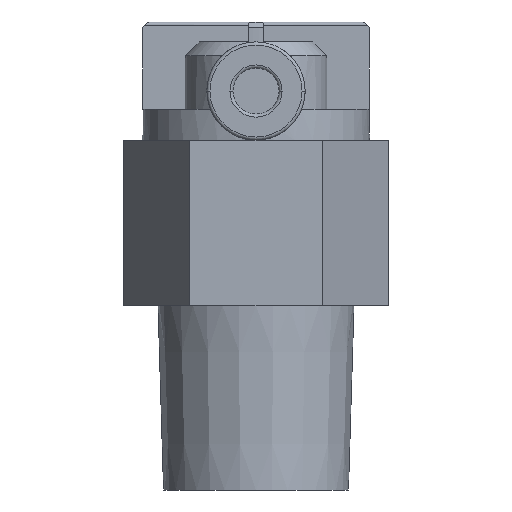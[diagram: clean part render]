
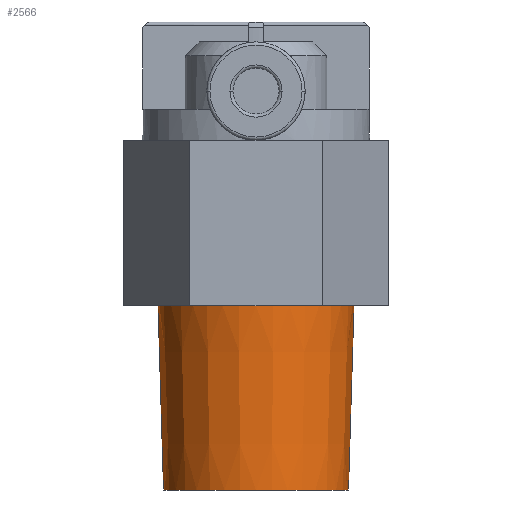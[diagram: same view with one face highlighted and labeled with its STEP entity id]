
A CAD part, front view. The second image highlights one B-rep face of the part: STEP entity #2566.
In plain terms, the highlighted conical face has half-angle 1.715 degrees and reference radius 8.11 mm.
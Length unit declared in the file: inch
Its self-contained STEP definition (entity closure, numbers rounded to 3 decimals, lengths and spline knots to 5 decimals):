
#130 = FACE_OUTER_BOUND ( 'NONE', #249, .T. ) ;
#145 = AXIS2_PLACEMENT_3D ( 'NONE', #728, #1800, #1778 ) ;
#249 = EDGE_LOOP ( 'NONE', ( #2623, #422, #2114, #1910 ) ) ;
#422 = ORIENTED_EDGE ( 'NONE', *, *, #710, .T. ) ;
#428 = CARTESIAN_POINT ( 'NONE',  ( -0.30133, 0., -0.6 ) ) ;
#521 = CARTESIAN_POINT ( 'NONE',  ( 0.30133, 0., -0.6 ) ) ;
#600 = CARTESIAN_POINT ( 'NONE',  ( 0.31929, 0., 0. ) ) ;
#610 = DIRECTION ( 'NONE',  ( -0.03, 0., 1. ) ) ;
#688 = EDGE_CURVE ( 'NONE', #2571, #2046, #705, .T. ) ;
#705 = LINE ( 'NONE', #3124, #2822 ) ;
#710 = EDGE_CURVE ( 'NONE', #735, #2571, #784, .T. ) ;
#728 = CARTESIAN_POINT ( 'NONE',  ( 0., 0., 0. ) ) ;
#735 = VERTEX_POINT ( 'NONE', #428 ) ;
#784 = CIRCLE ( 'NONE', #2993, 0.30133 ) ;
#925 = EDGE_CURVE ( 'NONE', #735, #1294, #2267, .T. ) ;
#994 = CARTESIAN_POINT ( 'NONE',  ( -0.31929, 0., 0. ) ) ;
#1189 = CARTESIAN_POINT ( 'NONE',  ( -0.31929, 0., 0. ) ) ;
#1221 = DIRECTION ( 'NONE',  ( 1., 0., 0. ) ) ;
#1294 = VERTEX_POINT ( 'NONE', #994 ) ;
#1335 = VECTOR ( 'NONE', #610, 39.37008 ) ;
#1370 = EDGE_CURVE ( 'NONE', #1294, #2046, #1657, .T. ) ;
#1657 = CIRCLE ( 'NONE', #145, 0.31929 ) ;
#1778 = DIRECTION ( 'NONE',  ( 1., 0., 0. ) ) ;
#1800 = DIRECTION ( 'NONE',  ( 0., 0., 1. ) ) ;
#1910 = ORIENTED_EDGE ( 'NONE', *, *, #1370, .F. ) ;
#2035 = DIRECTION ( 'NONE',  ( 0.03, 0., 1. ) ) ;
#2046 = VERTEX_POINT ( 'NONE', #600 ) ;
#2054 = CONICAL_SURFACE ( 'NONE', #3465, 0.31929, 0.03 ) ;
#2114 = ORIENTED_EDGE ( 'NONE', *, *, #688, .T. ) ;
#2267 = LINE ( 'NONE', #1189, #1335 ) ;
#2298 = DIRECTION ( 'NONE',  ( 0., 0., 1. ) ) ;
#2542 = CARTESIAN_POINT ( 'NONE',  ( 0., 0., 0. ) ) ;
#2566 = ADVANCED_FACE ( 'NONE', ( #130 ), #2054, .T. ) ;
#2571 = VERTEX_POINT ( 'NONE', #521 ) ;
#2623 = ORIENTED_EDGE ( 'NONE', *, *, #925, .F. ) ;
#2696 = DIRECTION ( 'NONE',  ( 0., 0., 1. ) ) ;
#2822 = VECTOR ( 'NONE', #2035, 39.37008 ) ;
#2928 = DIRECTION ( 'NONE',  ( 1., 0., 0. ) ) ;
#2993 = AXIS2_PLACEMENT_3D ( 'NONE', #3375, #2298, #1221 ) ;
#3124 = CARTESIAN_POINT ( 'NONE',  ( 0.31929, 0., 0. ) ) ;
#3375 = CARTESIAN_POINT ( 'NONE',  ( 0., 0., -0.6 ) ) ;
#3465 = AXIS2_PLACEMENT_3D ( 'NONE', #2542, #2696, #2928 ) ;
